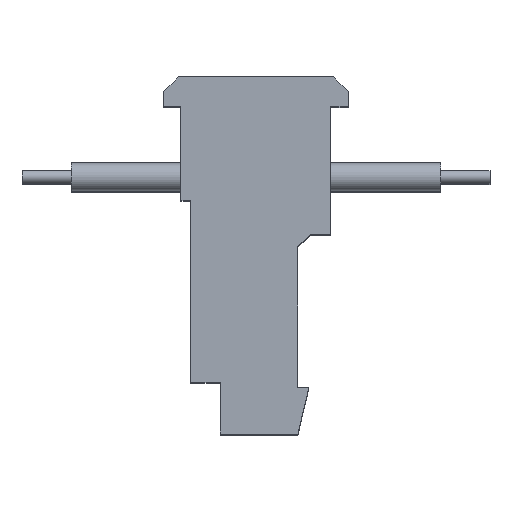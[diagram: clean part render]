
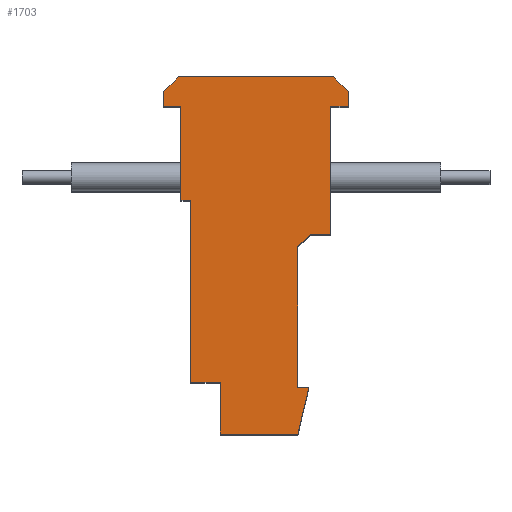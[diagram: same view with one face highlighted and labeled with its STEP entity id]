
A CAD part, top view. The second image highlights one B-rep face of the part: STEP entity #1703.
In plain terms, the highlighted planar face has unit normal (0, 0, 1).
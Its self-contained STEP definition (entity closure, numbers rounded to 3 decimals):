
#1544=CARTESIAN_POINT('',(0.,0.,5.08));
#1545=DIRECTION('',(1.,0.,0.));
#1546=DIRECTION('',(0.,0.,1.));
#1547=AXIS2_PLACEMENT_3D('',#1544,#1546,#1545);
#1548=PLANE('',#1547);
#1549=CARTESIAN_POINT('',(1.75,-5.327,5.08));
#1550=VERTEX_POINT('',#1549);
#1551=CARTESIAN_POINT('',(1.75,0.373,5.08));
#1552=VERTEX_POINT('',#1551);
#1553=CARTESIAN_POINT('',(1.75,-5.327,5.08));
#1554=DIRECTION('',(0.,1.,0.));
#1555=VECTOR('',#1554,5.7);
#1556=LINE('',#1553,#1555);
#1557=EDGE_CURVE('',#1550,#1552,#1556,.T.);
#1558=ORIENTED_EDGE('',*,*,#1557,.T.);
#1559=CARTESIAN_POINT('',(2.25,0.873,5.08));
#1560=VERTEX_POINT('',#1559);
#1561=CARTESIAN_POINT('',(1.75,0.373,5.08));
#1562=DIRECTION('',(0.707,0.707,0.));
#1563=VECTOR('',#1562,0.707);
#1564=LINE('',#1561,#1563);
#1565=EDGE_CURVE('',#1552,#1560,#1564,.T.);
#1566=ORIENTED_EDGE('',*,*,#1565,.T.);
#1567=CARTESIAN_POINT('',(3.08,0.873,5.08));
#1568=VERTEX_POINT('',#1567);
#1569=CARTESIAN_POINT('',(2.25,0.873,5.08));
#1570=DIRECTION('',(1.,0.,0.));
#1571=VECTOR('',#1570,0.83);
#1572=LINE('',#1569,#1571);
#1573=EDGE_CURVE('',#1560,#1568,#1572,.T.);
#1574=ORIENTED_EDGE('',*,*,#1573,.T.);
#1575=CARTESIAN_POINT('',(3.08,6.073,5.08));
#1576=VERTEX_POINT('',#1575);
#1577=CARTESIAN_POINT('',(3.08,0.873,5.08));
#1578=DIRECTION('',(0.,1.,0.));
#1579=VECTOR('',#1578,5.2);
#1580=LINE('',#1577,#1579);
#1581=EDGE_CURVE('',#1568,#1576,#1580,.T.);
#1582=ORIENTED_EDGE('',*,*,#1581,.T.);
#1583=CARTESIAN_POINT('',(3.8,6.073,5.08));
#1584=VERTEX_POINT('',#1583);
#1585=CARTESIAN_POINT('',(3.08,6.073,5.08));
#1586=DIRECTION('',(1.,0.,0.));
#1587=VECTOR('',#1586,0.72);
#1588=LINE('',#1585,#1587);
#1589=EDGE_CURVE('',#1576,#1584,#1588,.T.);
#1590=ORIENTED_EDGE('',*,*,#1589,.T.);
#1591=CARTESIAN_POINT('',(3.8,6.673,5.08));
#1592=VERTEX_POINT('',#1591);
#1593=CARTESIAN_POINT('',(3.8,6.073,5.08));
#1594=DIRECTION('',(0.,1.,0.));
#1595=VECTOR('',#1594,0.6);
#1596=LINE('',#1593,#1595);
#1597=EDGE_CURVE('',#1584,#1592,#1596,.T.);
#1598=ORIENTED_EDGE('',*,*,#1597,.T.);
#1599=CARTESIAN_POINT('',(3.2,7.273,5.08));
#1600=VERTEX_POINT('',#1599);
#1601=CARTESIAN_POINT('',(3.8,6.673,5.08));
#1602=DIRECTION('',(-0.707,0.707,0.));
#1603=VECTOR('',#1602,0.849);
#1604=LINE('',#1601,#1603);
#1605=EDGE_CURVE('',#1592,#1600,#1604,.T.);
#1606=ORIENTED_EDGE('',*,*,#1605,.T.);
#1607=CARTESIAN_POINT('',(-3.1,7.273,5.08));
#1608=VERTEX_POINT('',#1607);
#1609=CARTESIAN_POINT('',(3.2,7.273,5.08));
#1610=DIRECTION('',(-1.,0.,0.));
#1611=VECTOR('',#1610,6.3);
#1612=LINE('',#1609,#1611);
#1613=EDGE_CURVE('',#1600,#1608,#1612,.T.);
#1614=ORIENTED_EDGE('',*,*,#1613,.T.);
#1615=CARTESIAN_POINT('',(-3.7,6.673,5.08));
#1616=VERTEX_POINT('',#1615);
#1617=CARTESIAN_POINT('',(-3.1,7.273,5.08));
#1618=DIRECTION('',(-0.707,-0.707,0.));
#1619=VECTOR('',#1618,0.849);
#1620=LINE('',#1617,#1619);
#1621=EDGE_CURVE('',#1608,#1616,#1620,.T.);
#1622=ORIENTED_EDGE('',*,*,#1621,.T.);
#1623=CARTESIAN_POINT('',(-3.7,6.073,5.08));
#1624=VERTEX_POINT('',#1623);
#1625=CARTESIAN_POINT('',(-3.7,6.673,5.08));
#1626=DIRECTION('',(0.,-1.,0.));
#1627=VECTOR('',#1626,0.6);
#1628=LINE('',#1625,#1627);
#1629=EDGE_CURVE('',#1616,#1624,#1628,.T.);
#1630=ORIENTED_EDGE('',*,*,#1629,.T.);
#1631=CARTESIAN_POINT('',(-3.,6.073,5.08));
#1632=VERTEX_POINT('',#1631);
#1633=CARTESIAN_POINT('',(-3.7,6.073,5.08));
#1634=DIRECTION('',(1.,0.,0.));
#1635=VECTOR('',#1634,0.7);
#1636=LINE('',#1633,#1635);
#1637=EDGE_CURVE('',#1624,#1632,#1636,.T.);
#1638=ORIENTED_EDGE('',*,*,#1637,.T.);
#1639=CARTESIAN_POINT('',(-3.,2.273,5.08));
#1640=VERTEX_POINT('',#1639);
#1641=CARTESIAN_POINT('',(-3.,6.073,5.08));
#1642=DIRECTION('',(0.,-1.,0.));
#1643=VECTOR('',#1642,3.8);
#1644=LINE('',#1641,#1643);
#1645=EDGE_CURVE('',#1632,#1640,#1644,.T.);
#1646=ORIENTED_EDGE('',*,*,#1645,.T.);
#1647=CARTESIAN_POINT('',(-2.6,2.273,5.08));
#1648=VERTEX_POINT('',#1647);
#1649=CARTESIAN_POINT('',(-3.,2.273,5.08));
#1650=DIRECTION('',(1.,0.,0.));
#1651=VECTOR('',#1650,0.4);
#1652=LINE('',#1649,#1651);
#1653=EDGE_CURVE('',#1640,#1648,#1652,.T.);
#1654=ORIENTED_EDGE('',*,*,#1653,.T.);
#1655=CARTESIAN_POINT('',(-2.6,-5.127,5.08));
#1656=VERTEX_POINT('',#1655);
#1657=CARTESIAN_POINT('',(-2.6,2.273,5.08));
#1658=DIRECTION('',(0.,-1.,0.));
#1659=VECTOR('',#1658,7.4);
#1660=LINE('',#1657,#1659);
#1661=EDGE_CURVE('',#1648,#1656,#1660,.T.);
#1662=ORIENTED_EDGE('',*,*,#1661,.T.);
#1663=CARTESIAN_POINT('',(-1.4,-5.127,5.08));
#1664=VERTEX_POINT('',#1663);
#1665=CARTESIAN_POINT('',(-2.6,-5.127,5.08));
#1666=DIRECTION('',(1.,0.,0.));
#1667=VECTOR('',#1666,1.2);
#1668=LINE('',#1665,#1667);
#1669=EDGE_CURVE('',#1656,#1664,#1668,.T.);
#1670=ORIENTED_EDGE('',*,*,#1669,.T.);
#1671=CARTESIAN_POINT('',(-1.4,-7.227,5.08));
#1672=VERTEX_POINT('',#1671);
#1673=CARTESIAN_POINT('',(-1.4,-5.127,5.08));
#1674=DIRECTION('',(0.,-1.,0.));
#1675=VECTOR('',#1674,2.1);
#1676=LINE('',#1673,#1675);
#1677=EDGE_CURVE('',#1664,#1672,#1676,.T.);
#1678=ORIENTED_EDGE('',*,*,#1677,.T.);
#1679=CARTESIAN_POINT('',(1.75,-7.227,5.08));
#1680=VERTEX_POINT('',#1679);
#1681=CARTESIAN_POINT('',(-1.4,-7.227,5.08));
#1682=DIRECTION('',(1.,0.,0.));
#1683=VECTOR('',#1682,3.15);
#1684=LINE('',#1681,#1683);
#1685=EDGE_CURVE('',#1672,#1680,#1684,.T.);
#1686=ORIENTED_EDGE('',*,*,#1685,.T.);
#1687=CARTESIAN_POINT('',(2.2,-5.327,5.08));
#1688=VERTEX_POINT('',#1687);
#1689=CARTESIAN_POINT('',(1.75,-7.227,5.08));
#1690=DIRECTION('',(0.23,0.973,0.));
#1691=VECTOR('',#1690,1.953);
#1692=LINE('',#1689,#1691);
#1693=EDGE_CURVE('',#1680,#1688,#1692,.T.);
#1694=ORIENTED_EDGE('',*,*,#1693,.T.);
#1695=CARTESIAN_POINT('',(2.2,-5.327,5.08));
#1696=DIRECTION('',(-1.,0.,0.));
#1697=VECTOR('',#1696,0.45);
#1698=LINE('',#1695,#1697);
#1699=EDGE_CURVE('',#1688,#1550,#1698,.T.);
#1700=ORIENTED_EDGE('',*,*,#1699,.T.);
#1701=EDGE_LOOP('',(#1558,#1566,#1574,#1582,#1590,#1598,#1606,#1614,#1622,#1630,#1638,#1646,#1654,#1662,#1670,#1678,#1686,#1694,#1700));
#1702=FACE_OUTER_BOUND('',#1701,.T.);
#1703=ADVANCED_FACE('',(#1702),#1548,.T.);
